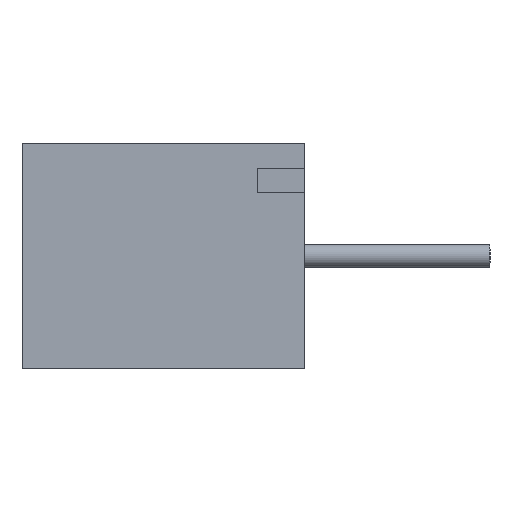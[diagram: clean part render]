
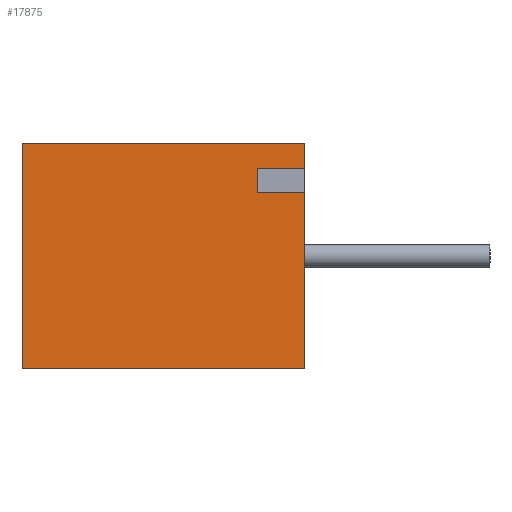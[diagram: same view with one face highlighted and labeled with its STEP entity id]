
A CAD part, left-side view. The second image highlights one B-rep face of the part: STEP entity #17875.
In plain terms, the highlighted planar face has unit normal (-1, 0, 0).
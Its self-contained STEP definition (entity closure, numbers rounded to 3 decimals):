
#6 = VERTEX_POINT ( 'NONE', #3745 ) ;
#7 = ORIENTED_EDGE ( 'NONE', *, *, #58, .F. ) ;
#19 = EDGE_LOOP ( 'NONE', ( #21, #49, #52, #29, #36, #7, #64, #60 ) ) ;
#21 = ORIENTED_EDGE ( 'NONE', *, *, #45, .T. ) ;
#28 = VERTEX_POINT ( 'NONE', #3791 ) ;
#29 = ORIENTED_EDGE ( 'NONE', *, *, #35, .T. ) ;
#34 = VERTEX_POINT ( 'NONE', #3790 ) ;
#35 = EDGE_CURVE ( 'NONE', #28, #34, #3836, .T. ) ;
#36 = ORIENTED_EDGE ( 'NONE', *, *, #37, .T. ) ;
#37 = EDGE_CURVE ( 'NONE', #34, #6, #3832, .T. ) ;
#45 = EDGE_CURVE ( 'NONE', #53, #4029, #3828, .T. ) ;
#49 = ORIENTED_EDGE ( 'NONE', *, *, #18295, .F. ) ;
#51 = EDGE_CURVE ( 'NONE', #28, #18172, #3824, .T. ) ;
#52 = ORIENTED_EDGE ( 'NONE', *, *, #51, .F. ) ;
#53 = VERTEX_POINT ( 'NONE', #3820 ) ;
#58 = EDGE_CURVE ( 'NONE', #65, #6, #3811, .T. ) ;
#59 = VERTEX_POINT ( 'NONE', #3807 ) ;
#60 = ORIENTED_EDGE ( 'NONE', *, *, #62, .T. ) ;
#61 = EDGE_CURVE ( 'NONE', #59, #65, #3862, .T. ) ;
#62 = EDGE_CURVE ( 'NONE', #59, #53, #3857, .T. ) ;
#64 = ORIENTED_EDGE ( 'NONE', *, *, #61, .F. ) ;
#65 = VERTEX_POINT ( 'NONE', #3897 ) ;
#3745 = CARTESIAN_POINT ( 'NONE',  ( -10.02, -3.05, -2.43 ) ) ;
#3790 = CARTESIAN_POINT ( 'NONE',  ( -10.02, 3.05, -2.43 ) ) ;
#3791 = CARTESIAN_POINT ( 'NONE',  ( -10.02, 3.05, 2.43 ) ) ;
#3807 = CARTESIAN_POINT ( 'NONE',  ( -10.02, -2.03, 1.38 ) ) ;
#3808 = DIRECTION ( 'NONE',  ( 0., 0., -1. ) ) ;
#3809 = VECTOR ( 'NONE', #3808, 1000. ) ;
#3810 = CARTESIAN_POINT ( 'NONE',  ( -10.02, -3.05, -6.208 ) ) ;
#3811 = LINE ( 'NONE', #3810, #3809 ) ;
#3820 = CARTESIAN_POINT ( 'NONE',  ( -10.02, -2.03, 1.88 ) ) ;
#3821 = DIRECTION ( 'NONE',  ( 0., -1., 0. ) ) ;
#3822 = VECTOR ( 'NONE', #3821, 1000. ) ;
#3823 = CARTESIAN_POINT ( 'NONE',  ( -10.02, 0., 2.43 ) ) ;
#3824 = LINE ( 'NONE', #3823, #3822 ) ;
#3825 = DIRECTION ( 'NONE',  ( 0., -1., 0. ) ) ;
#3826 = VECTOR ( 'NONE', #3825, 1000. ) ;
#3827 = CARTESIAN_POINT ( 'NONE',  ( -10.02, -6.208, 1.88 ) ) ;
#3828 = LINE ( 'NONE', #3827, #3826 ) ;
#3829 = DIRECTION ( 'NONE',  ( 0., -1., 0. ) ) ;
#3830 = VECTOR ( 'NONE', #3829, 1000. ) ;
#3831 = CARTESIAN_POINT ( 'NONE',  ( -10.02, 0., -2.43 ) ) ;
#3832 = LINE ( 'NONE', #3831, #3830 ) ;
#3833 = DIRECTION ( 'NONE',  ( 0., 0., -1. ) ) ;
#3834 = VECTOR ( 'NONE', #3833, 1000. ) ;
#3835 = CARTESIAN_POINT ( 'NONE',  ( -10.02, 3.05, -6.208 ) ) ;
#3836 = LINE ( 'NONE', #3835, #3834 ) ;
#3854 = DIRECTION ( 'NONE',  ( 0., 0., 1. ) ) ;
#3855 = VECTOR ( 'NONE', #3854, 1000. ) ;
#3856 = CARTESIAN_POINT ( 'NONE',  ( -10.02, -2.03, 0. ) ) ;
#3857 = LINE ( 'NONE', #3856, #3855 ) ;
#3859 = DIRECTION ( 'NONE',  ( 0., -1., 0. ) ) ;
#3860 = VECTOR ( 'NONE', #3859, 1000. ) ;
#3861 = CARTESIAN_POINT ( 'NONE',  ( -10.02, -6.208, 1.38 ) ) ;
#3862 = LINE ( 'NONE', #3861, #3860 ) ;
#3897 = CARTESIAN_POINT ( 'NONE',  ( -10.02, -3.05, 1.38 ) ) ;
#4029 = VERTEX_POINT ( 'NONE', #20117 ) ;
#17875 = ADVANCED_FACE ( 'NONE', ( #20477 ), #20501, .F. ) ;
#18172 = VERTEX_POINT ( 'NONE', #20494 ) ;
#18295 = EDGE_CURVE ( 'NONE', #18172, #4029, #20547, .T. ) ;
#20117 = CARTESIAN_POINT ( 'NONE',  ( -10.02, -3.05, 1.88 ) ) ;
#20477 = FACE_OUTER_BOUND ( 'NONE', #19, .T. ) ;
#20494 = CARTESIAN_POINT ( 'NONE',  ( -10.02, -3.05, 2.43 ) ) ;
#20496 = DIRECTION ( 'NONE',  ( 0., 0., -1. ) ) ;
#20497 = DIRECTION ( 'NONE',  ( 1., 0., 0. ) ) ;
#20498 = CARTESIAN_POINT ( 'NONE',  ( -10.02, 0., -6.208 ) ) ;
#20499 = AXIS2_PLACEMENT_3D ( 'NONE', #20498, #20497, #20496 ) ;
#20501 = PLANE ( 'NONE',  #20499 ) ;
#20544 = DIRECTION ( 'NONE',  ( 0., 0., -1. ) ) ;
#20545 = VECTOR ( 'NONE', #20544, 1000. ) ;
#20546 = CARTESIAN_POINT ( 'NONE',  ( -10.02, -3.05, -6.208 ) ) ;
#20547 = LINE ( 'NONE', #20546, #20545 ) ;
